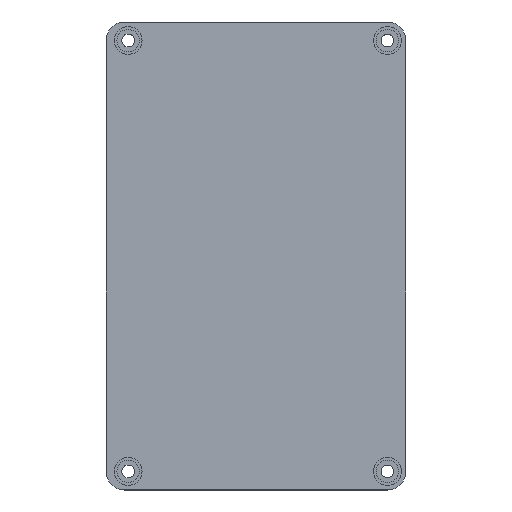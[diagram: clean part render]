
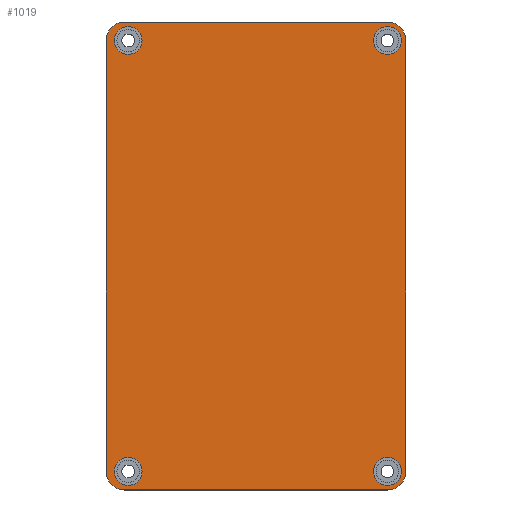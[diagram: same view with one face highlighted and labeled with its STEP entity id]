
A CAD part, top view. The second image highlights one B-rep face of the part: STEP entity #1019.
In plain terms, the highlighted planar face has unit normal (0, 0, 1).
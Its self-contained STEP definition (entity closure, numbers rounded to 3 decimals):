
#13 = CARTESIAN_POINT ( 'NONE',  ( -37.5, 58.65, 1.9 ) ) ;
#20 = ORIENTED_EDGE ( 'NONE', *, *, #557, .F. ) ;
#21 = CARTESIAN_POINT ( 'NONE',  ( 29.45, 54., 1.9 ) ) ;
#40 = LINE ( 'NONE', #13, #1161 ) ;
#55 = FACE_BOUND ( 'NONE', #669, .T. ) ;
#56 = CIRCLE ( 'NONE', #1237, 4.5 ) ;
#58 = CARTESIAN_POINT ( 'NONE',  ( -32.05, 54., 1.9 ) ) ;
#63 = DIRECTION ( 'NONE',  ( -1., 0., 0. ) ) ;
#64 = EDGE_LOOP ( 'NONE', ( #584, #242, #795, #590, #890, #840, #1125, #766 ) ) ;
#102 = DIRECTION ( 'NONE',  ( -1., 0., 0. ) ) ;
#109 = VERTEX_POINT ( 'NONE', #852 ) ;
#128 = EDGE_CURVE ( 'NONE', #222, #445, #1250, .T. ) ;
#135 = AXIS2_PLACEMENT_3D ( 'NONE', #1315, #680, #63 ) ;
#150 = CIRCLE ( 'NONE', #1013, 3.5 ) ;
#153 = ORIENTED_EDGE ( 'NONE', *, *, #207, .F. ) ;
#169 = AXIS2_PLACEMENT_3D ( 'NONE', #1571, #1210, #1086 ) ;
#191 = FACE_BOUND ( 'NONE', #382, .T. ) ;
#207 = EDGE_CURVE ( 'NONE', #109, #336, #1088, .T. ) ;
#222 = VERTEX_POINT ( 'NONE', #502 ) ;
#240 = CARTESIAN_POINT ( 'NONE',  ( -33., 54.15, 1.9 ) ) ;
#242 = ORIENTED_EDGE ( 'NONE', *, *, #741, .T. ) ;
#273 = CARTESIAN_POINT ( 'NONE',  ( -33., -58.65, 1.9 ) ) ;
#277 = VECTOR ( 'NONE', #1588, 1000. ) ;
#316 = CARTESIAN_POINT ( 'NONE',  ( -28.55, -54., 1.9 ) ) ;
#326 = FACE_BOUND ( 'NONE', #683, .T. ) ;
#335 = DIRECTION ( 'NONE',  ( -1., 0., 0. ) ) ;
#336 = VERTEX_POINT ( 'NONE', #316 ) ;
#342 = CARTESIAN_POINT ( 'NONE',  ( 33., -54.15, 1.9 ) ) ;
#348 = CIRCLE ( 'NONE', #135, 3.5 ) ;
#374 = EDGE_CURVE ( 'NONE', #336, #109, #348, .T. ) ;
#376 = DIRECTION ( 'NONE',  ( 1., 0., 0. ) ) ;
#382 = EDGE_LOOP ( 'NONE', ( #1491, #1087 ) ) ;
#390 = VERTEX_POINT ( 'NONE', #1411 ) ;
#393 = CARTESIAN_POINT ( 'NONE',  ( -33., 58.65, 1.9 ) ) ;
#427 = PLANE ( 'NONE',  #169 ) ;
#434 = VERTEX_POINT ( 'NONE', #21 ) ;
#444 = DIRECTION ( 'NONE',  ( 0., 0., 1. ) ) ;
#445 = VERTEX_POINT ( 'NONE', #1403 ) ;
#449 = CIRCLE ( 'NONE', #555, 4.5 ) ;
#456 = VECTOR ( 'NONE', #1246, 1000. ) ;
#459 = VERTEX_POINT ( 'NONE', #273 ) ;
#467 = VERTEX_POINT ( 'NONE', #393 ) ;
#479 = DIRECTION ( 'NONE',  ( 0., 0., 1. ) ) ;
#489 = EDGE_CURVE ( 'NONE', #1031, #1224, #40, .T. ) ;
#497 = EDGE_CURVE ( 'NONE', #1224, #459, #449, .T. ) ;
#502 = CARTESIAN_POINT ( 'NONE',  ( 36.45, -54., 1.9 ) ) ;
#507 = EDGE_CURVE ( 'NONE', #1564, #561, #1484, .T. ) ;
#517 = DIRECTION ( 'NONE',  ( -1., 0., 0. ) ) ;
#518 = AXIS2_PLACEMENT_3D ( 'NONE', #342, #731, #838 ) ;
#524 = CARTESIAN_POINT ( 'NONE',  ( -33., -54.15, 1.9 ) ) ;
#553 = AXIS2_PLACEMENT_3D ( 'NONE', #1150, #880, #517 ) ;
#554 = CARTESIAN_POINT ( 'NONE',  ( -37.5, -58.65, 1.9 ) ) ;
#555 = AXIS2_PLACEMENT_3D ( 'NONE', #524, #761, #1538 ) ;
#557 = EDGE_CURVE ( 'NONE', #598, #1626, #1368, .T. ) ;
#559 = EDGE_LOOP ( 'NONE', ( #153, #706 ) ) ;
#561 = VERTEX_POINT ( 'NONE', #1204 ) ;
#570 = FACE_BOUND ( 'NONE', #559, .T. ) ;
#576 = EDGE_CURVE ( 'NONE', #459, #390, #1197, .T. ) ;
#584 = ORIENTED_EDGE ( 'NONE', *, *, #1558, .T. ) ;
#590 = ORIENTED_EDGE ( 'NONE', *, *, #497, .T. ) ;
#594 = ORIENTED_EDGE ( 'NONE', *, *, #1514, .F. ) ;
#598 = VERTEX_POINT ( 'NONE', #1212 ) ;
#601 = DIRECTION ( 'NONE',  ( 0., 0., 1. ) ) ;
#634 = CARTESIAN_POINT ( 'NONE',  ( 37.5, 54.15, 1.9 ) ) ;
#635 = DIRECTION ( 'NONE',  ( 1., 0., 0. ) ) ;
#669 = EDGE_LOOP ( 'NONE', ( #739, #776 ) ) ;
#680 = DIRECTION ( 'NONE',  ( 0., 0., 1. ) ) ;
#683 = EDGE_LOOP ( 'NONE', ( #20, #594 ) ) ;
#706 = ORIENTED_EDGE ( 'NONE', *, *, #374, .F. ) ;
#720 = CARTESIAN_POINT ( 'NONE',  ( 32.95, 54., 1.9 ) ) ;
#723 = CARTESIAN_POINT ( 'NONE',  ( -32.05, 54., 1.9 ) ) ;
#731 = DIRECTION ( 'NONE',  ( 0., 0., 1. ) ) ;
#732 = VECTOR ( 'NONE', #1441, 1000. ) ;
#736 = CARTESIAN_POINT ( 'NONE',  ( -37.5, 58.65, 1.9 ) ) ;
#738 = DIRECTION ( 'NONE',  ( 0., 0., 1. ) ) ;
#739 = ORIENTED_EDGE ( 'NONE', *, *, #946, .F. ) ;
#741 = EDGE_CURVE ( 'NONE', #467, #1031, #56, .T. ) ;
#760 = EDGE_CURVE ( 'NONE', #1184, #434, #1581, .T. ) ;
#761 = DIRECTION ( 'NONE',  ( 0., 0., 1. ) ) ;
#766 = ORIENTED_EDGE ( 'NONE', *, *, #507, .T. ) ;
#776 = ORIENTED_EDGE ( 'NONE', *, *, #760, .F. ) ;
#785 = AXIS2_PLACEMENT_3D ( 'NONE', #1396, #601, #635 ) ;
#795 = ORIENTED_EDGE ( 'NONE', *, *, #489, .T. ) ;
#806 = LINE ( 'NONE', #814, #277 ) ;
#814 = CARTESIAN_POINT ( 'NONE',  ( 37.5, 58.65, 1.9 ) ) ;
#822 = CIRCLE ( 'NONE', #518, 4.5 ) ;
#838 = DIRECTION ( 'NONE',  ( 1., 0., 0. ) ) ;
#840 = ORIENTED_EDGE ( 'NONE', *, *, #1076, .T. ) ;
#852 = CARTESIAN_POINT ( 'NONE',  ( -35.55, -54., 1.9 ) ) ;
#880 = DIRECTION ( 'NONE',  ( 0., 0., 1. ) ) ;
#890 = ORIENTED_EDGE ( 'NONE', *, *, #576, .T. ) ;
#899 = CIRCLE ( 'NONE', #927, 3.5 ) ;
#904 = DIRECTION ( 'NONE',  ( 0., -1., 0. ) ) ;
#917 = CARTESIAN_POINT ( 'NONE',  ( 32.95, 54., 1.9 ) ) ;
#927 = AXIS2_PLACEMENT_3D ( 'NONE', #917, #444, #335 ) ;
#930 = DIRECTION ( 'NONE',  ( 0., 0., 1. ) ) ;
#946 = EDGE_CURVE ( 'NONE', #434, #1184, #899, .T. ) ;
#957 = FACE_OUTER_BOUND ( 'NONE', #64, .T. ) ;
#981 = EDGE_CURVE ( 'NONE', #1096, #1564, #806, .T. ) ;
#995 = CARTESIAN_POINT ( 'NONE',  ( 32.95, -54., 1.9 ) ) ;
#1013 = AXIS2_PLACEMENT_3D ( 'NONE', #723, #1228, #1104 ) ;
#1019 = ADVANCED_FACE ( 'NONE', ( #326, #191, #957, #55, #570 ), #427, .T. ) ;
#1022 = AXIS2_PLACEMENT_3D ( 'NONE', #720, #738, #102 ) ;
#1031 = VERTEX_POINT ( 'NONE', #1457 ) ;
#1076 = EDGE_CURVE ( 'NONE', #390, #1096, #822, .T. ) ;
#1086 = DIRECTION ( 'NONE',  ( 1., 0., 0. ) ) ;
#1087 = ORIENTED_EDGE ( 'NONE', *, *, #128, .F. ) ;
#1088 = CIRCLE ( 'NONE', #553, 3.5 ) ;
#1096 = VERTEX_POINT ( 'NONE', #1387 ) ;
#1104 = DIRECTION ( 'NONE',  ( 1., 0., 0. ) ) ;
#1125 = ORIENTED_EDGE ( 'NONE', *, *, #981, .T. ) ;
#1129 = EDGE_CURVE ( 'NONE', #445, #222, #1502, .T. ) ;
#1132 = DIRECTION ( 'NONE',  ( 0., 0., 1. ) ) ;
#1150 = CARTESIAN_POINT ( 'NONE',  ( -32.05, -54., 1.9 ) ) ;
#1161 = VECTOR ( 'NONE', #904, 1000. ) ;
#1184 = VERTEX_POINT ( 'NONE', #1620 ) ;
#1197 = LINE ( 'NONE', #554, #732 ) ;
#1204 = CARTESIAN_POINT ( 'NONE',  ( 33., 58.65, 1.9 ) ) ;
#1210 = DIRECTION ( 'NONE',  ( 0., 0., 1. ) ) ;
#1212 = CARTESIAN_POINT ( 'NONE',  ( -35.55, 54., 1.9 ) ) ;
#1224 = VERTEX_POINT ( 'NONE', #1541 ) ;
#1228 = DIRECTION ( 'NONE',  ( 0., 0., 1. ) ) ;
#1235 = LINE ( 'NONE', #736, #456 ) ;
#1237 = AXIS2_PLACEMENT_3D ( 'NONE', #240, #1132, #376 ) ;
#1246 = DIRECTION ( 'NONE',  ( -1., 0., 0. ) ) ;
#1250 = CIRCLE ( 'NONE', #1461, 3.5 ) ;
#1272 = DIRECTION ( 'NONE',  ( 1., 0., 0. ) ) ;
#1281 = DIRECTION ( 'NONE',  ( 0., 0., 1. ) ) ;
#1315 = CARTESIAN_POINT ( 'NONE',  ( -32.05, -54., 1.9 ) ) ;
#1337 = DIRECTION ( 'NONE',  ( 1., 0., 0. ) ) ;
#1368 = CIRCLE ( 'NONE', #1480, 3.5 ) ;
#1387 = CARTESIAN_POINT ( 'NONE',  ( 37.5, -54.15, 1.9 ) ) ;
#1393 = CARTESIAN_POINT ( 'NONE',  ( 33., 54.15, 1.9 ) ) ;
#1396 = CARTESIAN_POINT ( 'NONE',  ( 32.95, -54., 1.9 ) ) ;
#1403 = CARTESIAN_POINT ( 'NONE',  ( 29.45, -54., 1.9 ) ) ;
#1411 = CARTESIAN_POINT ( 'NONE',  ( 33., -58.65, 1.9 ) ) ;
#1441 = DIRECTION ( 'NONE',  ( 1., 0., 0. ) ) ;
#1457 = CARTESIAN_POINT ( 'NONE',  ( -37.5, 54.15, 1.9 ) ) ;
#1461 = AXIS2_PLACEMENT_3D ( 'NONE', #995, #479, #1508 ) ;
#1480 = AXIS2_PLACEMENT_3D ( 'NONE', #58, #930, #1337 ) ;
#1484 = CIRCLE ( 'NONE', #1530, 4.5 ) ;
#1491 = ORIENTED_EDGE ( 'NONE', *, *, #1129, .F. ) ;
#1502 = CIRCLE ( 'NONE', #785, 3.5 ) ;
#1508 = DIRECTION ( 'NONE',  ( 1., 0., 0. ) ) ;
#1514 = EDGE_CURVE ( 'NONE', #1626, #598, #150, .T. ) ;
#1530 = AXIS2_PLACEMENT_3D ( 'NONE', #1393, #1281, #1272 ) ;
#1538 = DIRECTION ( 'NONE',  ( 1., 0., 0. ) ) ;
#1541 = CARTESIAN_POINT ( 'NONE',  ( -37.5, -54.15, 1.9 ) ) ;
#1558 = EDGE_CURVE ( 'NONE', #561, #467, #1235, .T. ) ;
#1564 = VERTEX_POINT ( 'NONE', #634 ) ;
#1571 = CARTESIAN_POINT ( 'NONE',  ( 0., 0., 1.9 ) ) ;
#1581 = CIRCLE ( 'NONE', #1022, 3.5 ) ;
#1588 = DIRECTION ( 'NONE',  ( 0., 1., 0. ) ) ;
#1620 = CARTESIAN_POINT ( 'NONE',  ( 36.45, 54., 1.9 ) ) ;
#1626 = VERTEX_POINT ( 'NONE', #1630 ) ;
#1630 = CARTESIAN_POINT ( 'NONE',  ( -28.55, 54., 1.9 ) ) ;
